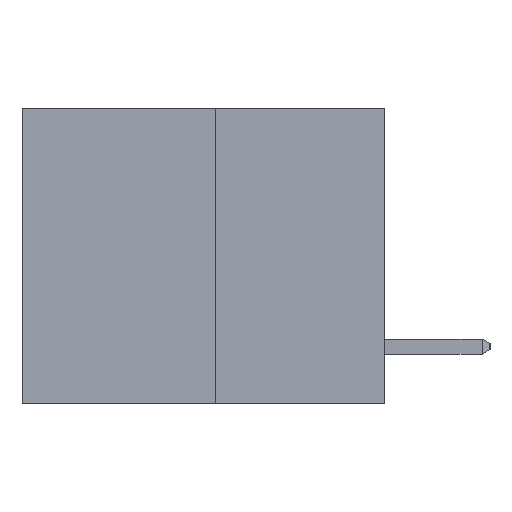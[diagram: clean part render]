
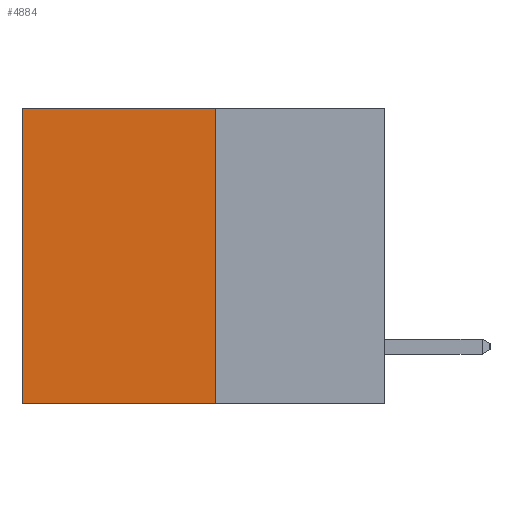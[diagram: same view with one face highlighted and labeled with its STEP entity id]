
A CAD part, left-side view. The second image highlights one B-rep face of the part: STEP entity #4884.
In plain terms, the highlighted planar face has unit normal (-1, 0, 0).
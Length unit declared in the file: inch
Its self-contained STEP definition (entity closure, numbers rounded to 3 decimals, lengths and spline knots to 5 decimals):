
#184 = LINE ( 'NONE', #5178, #1928 ) ;
#293 = ORIENTED_EDGE ( 'NONE', *, *, #7203, .T. ) ;
#399 = DIRECTION ( 'NONE',  ( 0., 1., 0. ) ) ;
#1144 = DIRECTION ( 'NONE',  ( 0., 0., -1. ) ) ;
#1468 = VECTOR ( 'NONE', #1144, 39.37008 ) ;
#1928 = VECTOR ( 'NONE', #5137, 39.37008 ) ;
#2036 = VECTOR ( 'NONE', #9809, 39.37008 ) ;
#2373 = VECTOR ( 'NONE', #399, 39.37008 ) ;
#2494 = PLANE ( 'NONE',  #4497 ) ;
#2744 = VERTEX_POINT ( 'NONE', #6900 ) ;
#3184 = CARTESIAN_POINT ( 'NONE',  ( 0.3165, 0.28, 0. ) ) ;
#3199 = EDGE_CURVE ( 'NONE', #5872, #5421, #184, .T. ) ;
#3534 = VERTEX_POINT ( 'NONE', #4230 ) ;
#4148 = CARTESIAN_POINT ( 'NONE',  ( 0.3165, 0.28, -0.49 ) ) ;
#4230 = CARTESIAN_POINT ( 'NONE',  ( 0.3165, 0.6, -0.49 ) ) ;
#4497 = AXIS2_PLACEMENT_3D ( 'NONE', #4148, #4984, #8862 ) ;
#4762 = ORIENTED_EDGE ( 'NONE', *, *, #9498, .F. ) ;
#4765 = CARTESIAN_POINT ( 'NONE',  ( 0.3165, 0.28, -0.49 ) ) ;
#4793 = ORIENTED_EDGE ( 'NONE', *, *, #7636, .T. ) ;
#4884 = ADVANCED_FACE ( 'NONE', ( #9215 ), #2494, .F. ) ;
#4984 = DIRECTION ( 'NONE',  ( 1., 0., 0. ) ) ;
#5091 = CARTESIAN_POINT ( 'NONE',  ( 0.3165, 0.28, -0.49 ) ) ;
#5122 = CARTESIAN_POINT ( 'NONE',  ( 0.3165, 0.6, -0.49 ) ) ;
#5137 = DIRECTION ( 'NONE',  ( 0., 0., -1. ) ) ;
#5178 = CARTESIAN_POINT ( 'NONE',  ( 0.3165, 0.28, -0.49 ) ) ;
#5407 = LINE ( 'NONE', #5091, #2036 ) ;
#5421 = VERTEX_POINT ( 'NONE', #4765 ) ;
#5633 = LINE ( 'NONE', #6823, #2373 ) ;
#5872 = VERTEX_POINT ( 'NONE', #3184 ) ;
#6823 = CARTESIAN_POINT ( 'NONE',  ( 0.3165, 0.28, 0. ) ) ;
#6900 = CARTESIAN_POINT ( 'NONE',  ( 0.3165, 0.6, 0. ) ) ;
#7203 = EDGE_CURVE ( 'NONE', #2744, #3534, #7788, .T. ) ;
#7636 = EDGE_CURVE ( 'NONE', #5872, #2744, #5633, .T. ) ;
#7788 = LINE ( 'NONE', #5122, #1468 ) ;
#8071 = ORIENTED_EDGE ( 'NONE', *, *, #3199, .F. ) ;
#8271 = EDGE_LOOP ( 'NONE', ( #293, #4762, #8071, #4793 ) ) ;
#8862 = DIRECTION ( 'NONE',  ( 0., 0., -1. ) ) ;
#9215 = FACE_OUTER_BOUND ( 'NONE', #8271, .T. ) ;
#9498 = EDGE_CURVE ( 'NONE', #5421, #3534, #5407, .T. ) ;
#9809 = DIRECTION ( 'NONE',  ( 0., 1., 0. ) ) ;
